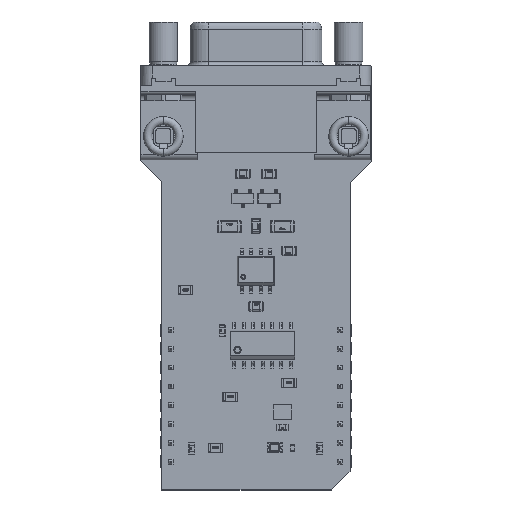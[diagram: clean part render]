
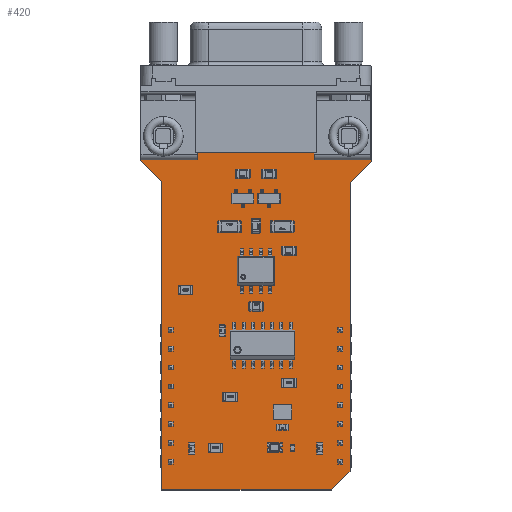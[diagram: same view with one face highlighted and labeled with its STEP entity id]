
A CAD part, top view. The second image highlights one B-rep face of the part: STEP entity #420.
In plain terms, the highlighted planar face has unit normal (0, 0, 1).
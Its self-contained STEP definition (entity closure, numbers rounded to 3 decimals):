
#131 = VERTEX_POINT('',#132);
#132 = CARTESIAN_POINT('',(-1.27,37.8,0.));
#138 = EDGE_CURVE('',#131,#139,#141,.T.);
#139 = VERTEX_POINT('',#140);
#140 = CARTESIAN_POINT('',(-4.11,40.64,0.));
#141 = LINE('',#142,#143);
#142 = CARTESIAN_POINT('',(-1.27,37.8,0.));
#143 = VECTOR('',#144,1.);
#144 = DIRECTION('',(-0.707,0.707,0.));
#169 = EDGE_CURVE('',#139,#170,#172,.T.);
#170 = VERTEX_POINT('',#171);
#171 = CARTESIAN_POINT('',(-4.11,53.34,0.));
#172 = LINE('',#173,#174);
#173 = CARTESIAN_POINT('',(-4.11,40.64,0.));
#174 = VECTOR('',#175,1.);
#175 = DIRECTION('',(0.,1.,0.));
#200 = EDGE_CURVE('',#170,#201,#203,.T.);
#201 = VERTEX_POINT('',#202);
#202 = CARTESIAN_POINT('',(26.99,53.34,0.));
#203 = LINE('',#204,#205);
#204 = CARTESIAN_POINT('',(-4.11,53.34,0.));
#205 = VECTOR('',#206,1.);
#206 = DIRECTION('',(1.,0.,0.));
#231 = EDGE_CURVE('',#201,#232,#234,.T.);
#232 = VERTEX_POINT('',#233);
#233 = CARTESIAN_POINT('',(26.99,40.579,0.));
#234 = LINE('',#235,#236);
#235 = CARTESIAN_POINT('',(26.99,53.34,0.));
#236 = VECTOR('',#237,1.);
#237 = DIRECTION('',(0.,-1.,0.));
#262 = EDGE_CURVE('',#232,#263,#265,.T.);
#263 = VERTEX_POINT('',#264);
#264 = CARTESIAN_POINT('',(24.13,37.719,0.));
#265 = LINE('',#266,#267);
#266 = CARTESIAN_POINT('',(26.99,40.579,0.));
#267 = VECTOR('',#268,1.);
#268 = DIRECTION('',(-0.707,-0.707,0.));
#293 = EDGE_CURVE('',#263,#294,#296,.T.);
#294 = VERTEX_POINT('',#295);
#295 = CARTESIAN_POINT('',(24.13,-1.27,0.));
#296 = LINE('',#297,#298);
#297 = CARTESIAN_POINT('',(24.13,37.719,0.));
#298 = VECTOR('',#299,1.);
#299 = DIRECTION('',(0.,-1.,0.));
#324 = EDGE_CURVE('',#294,#325,#327,.T.);
#325 = VERTEX_POINT('',#326);
#326 = CARTESIAN_POINT('',(21.59,-3.81,0.));
#327 = LINE('',#328,#329);
#328 = CARTESIAN_POINT('',(24.13,-1.27,0.));
#329 = VECTOR('',#330,1.);
#330 = DIRECTION('',(-0.707,-0.707,0.));
#355 = EDGE_CURVE('',#325,#356,#358,.T.);
#356 = VERTEX_POINT('',#357);
#357 = CARTESIAN_POINT('',(-1.27,-3.81,0.));
#358 = LINE('',#359,#360);
#359 = CARTESIAN_POINT('',(21.59,-3.81,0.));
#360 = VECTOR('',#361,1.);
#361 = DIRECTION('',(-1.,0.,0.));
#386 = EDGE_CURVE('',#356,#131,#387,.T.);
#387 = LINE('',#388,#389);
#388 = CARTESIAN_POINT('',(-1.27,-3.81,0.));
#389 = VECTOR('',#390,1.);
#390 = DIRECTION('',(0.,1.,0.));
#420 = ADVANCED_FACE('',(#421),#432,.T.);
#421 = FACE_BOUND('',#422,.F.);
#422 = EDGE_LOOP('',(#423,#424,#425,#426,#427,#428,#429,#430,#431));
#423 = ORIENTED_EDGE('',*,*,#138,.T.);
#424 = ORIENTED_EDGE('',*,*,#169,.T.);
#425 = ORIENTED_EDGE('',*,*,#200,.T.);
#426 = ORIENTED_EDGE('',*,*,#231,.T.);
#427 = ORIENTED_EDGE('',*,*,#262,.T.);
#428 = ORIENTED_EDGE('',*,*,#293,.T.);
#429 = ORIENTED_EDGE('',*,*,#324,.T.);
#430 = ORIENTED_EDGE('',*,*,#355,.T.);
#431 = ORIENTED_EDGE('',*,*,#386,.T.);
#432 = PLANE('',#433);
#433 = AXIS2_PLACEMENT_3D('',#434,#435,#436);
#434 = CARTESIAN_POINT('',(-1.27,37.8,0.));
#435 = DIRECTION('',(0.,0.,1.));
#436 = DIRECTION('',(1.,0.,0.));
